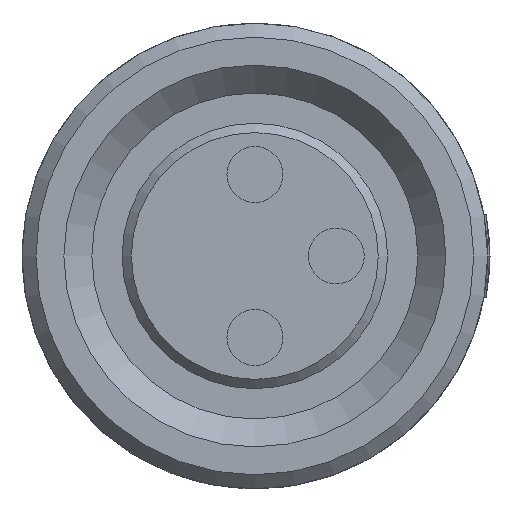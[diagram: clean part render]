
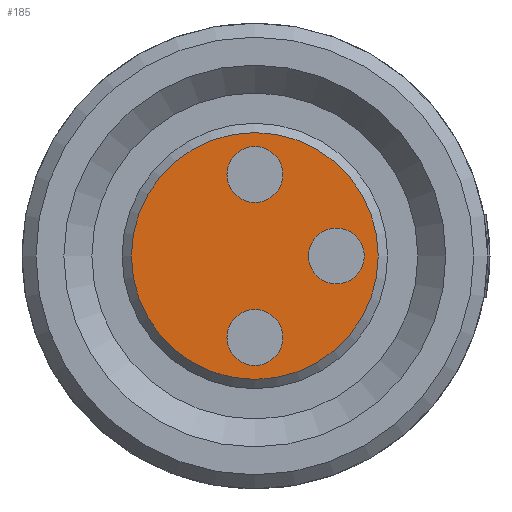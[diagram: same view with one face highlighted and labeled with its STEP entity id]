
A CAD part, left-side view. The second image highlights one B-rep face of the part: STEP entity #185.
In plain terms, the highlighted planar face has unit normal (-1, 0, 0).
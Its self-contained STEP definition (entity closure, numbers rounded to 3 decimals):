
#112=CARTESIAN_POINT('',(-19.75,0.,2.65));
#113=VERTEX_POINT('',#112);
#114=CARTESIAN_POINT('',(-19.75,0.,0.0));
#115=DIRECTION('',(1.0,0.0,0.0));
#116=DIRECTION('',(0.0,0.0,-1.0));
#117=AXIS2_PLACEMENT_3D('',#114,#115,#116);
#118=CIRCLE('',#117,2.65);
#119=EDGE_CURVE('',#113,#113,#118,.T.);
#144=CARTESIAN_POINT('',(-19.75,0.,1.425));
#145=DIRECTION('',(-1.0,0.0,0.0));
#146=DIRECTION('',(0.0,1.0,0.0));
#147=AXIS2_PLACEMENT_3D('',#144,#145,#146);
#148=PLANE('',#147);
#149=ORIENTED_EDGE('',*,*,#119,.F.);
#150=EDGE_LOOP('',(#149));
#151=FACE_OUTER_BOUND('',#150,.T.);
#152=CARTESIAN_POINT('',(-19.75,0.,1.15));
#153=VERTEX_POINT('',#152);
#154=CARTESIAN_POINT('',(-19.75,0.,1.75));
#155=DIRECTION('',(1.0,0.0,0.0));
#156=DIRECTION('',(0.0,0.0,1.0));
#157=AXIS2_PLACEMENT_3D('',#154,#155,#156);
#158=CIRCLE('',#157,0.6);
#159=EDGE_CURVE('',#153,#153,#158,.T.);
#160=ORIENTED_EDGE('',*,*,#159,.T.);
#161=EDGE_LOOP('',(#160));
#162=FACE_BOUND('',#161,.T.);
#163=CARTESIAN_POINT('',(-19.75,0.,-2.35));
#164=VERTEX_POINT('',#163);
#165=CARTESIAN_POINT('',(-19.75,0.,-1.75));
#166=DIRECTION('',(1.0,0.0,0.0));
#167=DIRECTION('',(0.0,0.0,1.0));
#168=AXIS2_PLACEMENT_3D('',#165,#166,#167);
#169=CIRCLE('',#168,0.6);
#170=EDGE_CURVE('',#164,#164,#169,.T.);
#171=ORIENTED_EDGE('',*,*,#170,.T.);
#172=EDGE_LOOP('',(#171));
#173=FACE_BOUND('',#172,.T.);
#174=CARTESIAN_POINT('',(-19.75,-1.75,-0.6));
#175=VERTEX_POINT('',#174);
#176=CARTESIAN_POINT('',(-19.75,-1.75,0.0));
#177=DIRECTION('',(1.0,0.0,0.0));
#178=DIRECTION('',(0.0,0.0,1.0));
#179=AXIS2_PLACEMENT_3D('',#176,#177,#178);
#180=CIRCLE('',#179,0.6);
#181=EDGE_CURVE('',#175,#175,#180,.T.);
#182=ORIENTED_EDGE('',*,*,#181,.T.);
#183=EDGE_LOOP('',(#182));
#184=FACE_BOUND('',#183,.T.);
#185=ADVANCED_FACE('',(#151,#162,#173,#184),#148,.T.);
